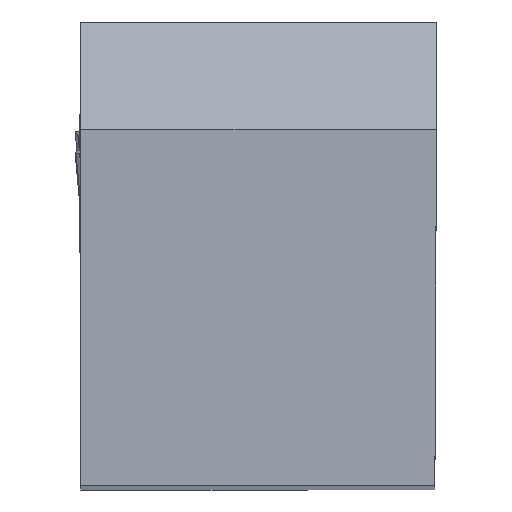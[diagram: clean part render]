
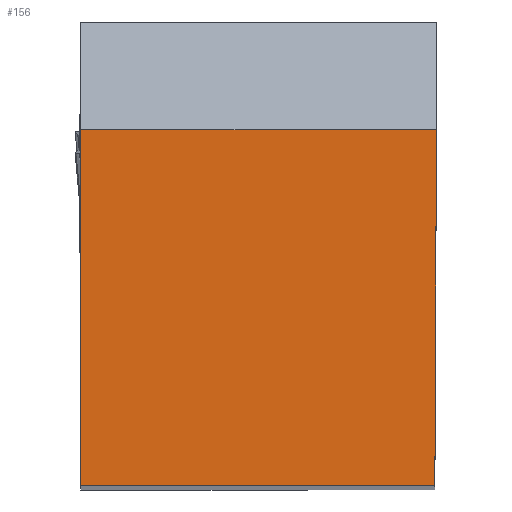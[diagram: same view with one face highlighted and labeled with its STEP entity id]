
A CAD part, top view. The second image highlights one B-rep face of the part: STEP entity #156.
In plain terms, the highlighted planar face has unit normal (0, 0, 1).
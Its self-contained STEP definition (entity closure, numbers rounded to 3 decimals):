
#156=ADVANCED_FACE('BLANK_BOXF006',(#262),#217,.T.);
#217=PLANE('',#1402);
#262=FACE_OUTER_BOUND('',#326,.T.);
#326=EDGE_LOOP('',(#498,#499,#500,#501));
#498=ORIENTED_EDGE('',*,*,#937,.F.);
#499=ORIENTED_EDGE('',*,*,#958,.F.);
#500=ORIENTED_EDGE('',*,*,#899,.F.);
#501=ORIENTED_EDGE('',*,*,#941,.T.);
#780=VERTEX_POINT('',#1782);
#781=VERTEX_POINT('',#1784);
#812=VERTEX_POINT('',#1870);
#813=VERTEX_POINT('',#1872);
#899=EDGE_CURVE('',#780,#781,#1075,.T.);
#937=EDGE_CURVE('',#812,#813,#1106,.T.);
#941=EDGE_CURVE('',#780,#813,#1110,.T.);
#958=EDGE_CURVE('',#781,#812,#1119,.T.);
#1075=LINE('',#1783,#1198);
#1106=LINE('',#1871,#1229);
#1110=LINE('',#1878,#1233);
#1119=LINE('',#1944,#1242);
#1198=VECTOR('',#1472,1.);
#1229=VECTOR('',#1525,1.);
#1233=VECTOR('',#1531,1.);
#1242=VECTOR('',#1558,1.);
#1402=AXIS2_PLACEMENT_3D('',#1945,#1559,#1560);
#1472=DIRECTION('',(0.,1.,0.));
#1525=DIRECTION('',(-0.004,-1.,0.));
#1531=DIRECTION('',(1.,0.,0.));
#1558=DIRECTION('',(1.,0.,0.));
#1559=DIRECTION('',(0.,0.,1.));
#1560=DIRECTION('',(-1.,0.,0.));
#1782=CARTESIAN_POINT('',(-15.9,0.,0.));
#1783=CARTESIAN_POINT('',(-15.9,21.9,0.));
#1784=CARTESIAN_POINT('',(-15.9,15.9,0.));
#1870=CARTESIAN_POINT('',(0.,15.9,0.));
#1871=CARTESIAN_POINT('',(0.027,21.996,0.));
#1872=CARTESIAN_POINT('',(-0.069,0.,0.));
#1878=CARTESIAN_POINT('',(22.,0.,0.));
#1944=CARTESIAN_POINT('',(22.,15.9,0.));
#1945=CARTESIAN_POINT('',(22.,21.9,0.));
